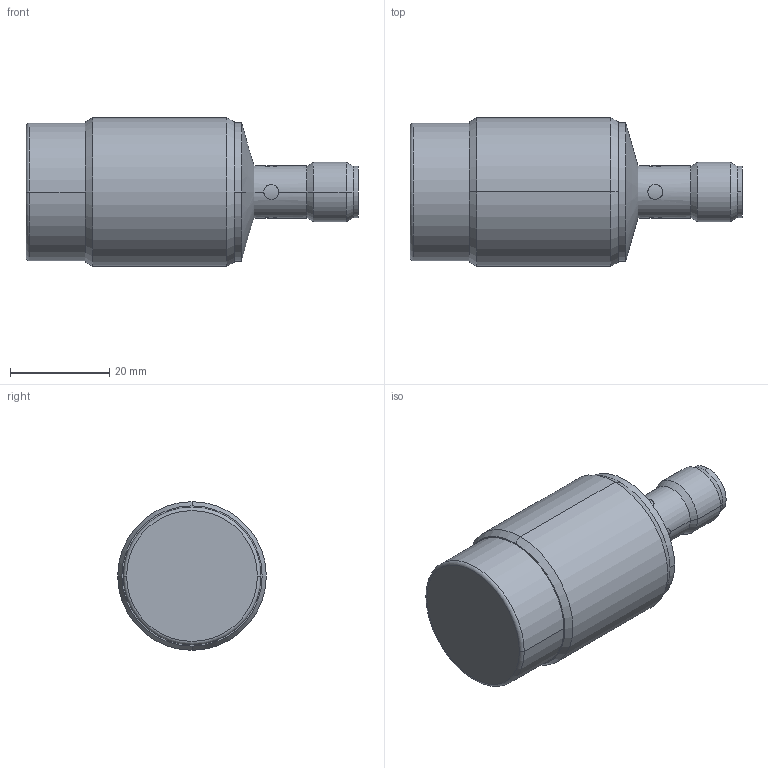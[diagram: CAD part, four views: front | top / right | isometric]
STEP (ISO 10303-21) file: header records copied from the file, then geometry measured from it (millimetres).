
FILE_DESCRIPTION((''),'2;1');
FILE_NAME('SHORT_NO_FLUSH_PLUG_ASM','2018-05-23T',('Eric.Zhang'),(''),'PRO/ENGINEER BY PARAMETRIC TECHNOLOGY CORPORATION, 2007450','PRO/ENGINEER BY PARAMETRIC TECHNOLOGY CORPORATION, 2007450','');
FILE_SCHEMA(('AUTOMOTIVE_DESIGN_CC2 { 1 2 10303 214 -1 1 5 2 }'));
Length unit declared in the file: millimetre
Products named in the file (8): 84-107; 1402164; 84-110; 44-044; 31818; SHORT_NO_FLUSH_PLUG_PCB; COMPOUND_SNP; SHORT_NO_FLUSH_PLUG_ASM
Assembly tree (7 placements, depth 2):
  SHORT_NO_FLUSH_PLUG_ASM
    84-107
    1402164
    84-110
    44-044
    31818
    SHORT_NO_FLUSH_PLUG_PCB
    COMPOUND_SNP
Bounding box: 67 x 30 x 30 mm (x, y, z)
Volume: 31532.6 mm3; surface area: 28280.3 mm2
Topology: 11 solids, 11 shells, 568 faces, 1374 edges, 849 vertices
Faces by surface type: cylinder 260, plane 146, cone 70, torus 62, sphere 16, bspline 14
Entity records: 25126 total; most frequent: CARTESIAN_POINT 9470, DIRECTION 2921, ORIENTED_EDGE 2732, EDGE_CURVE 1366, AXIS2_PLACEMENT_3D 1186, VERTEX_POINT 849, PRESENTATION_STYLE_ASSIGNMENT 704, STYLED_ITEM 704
